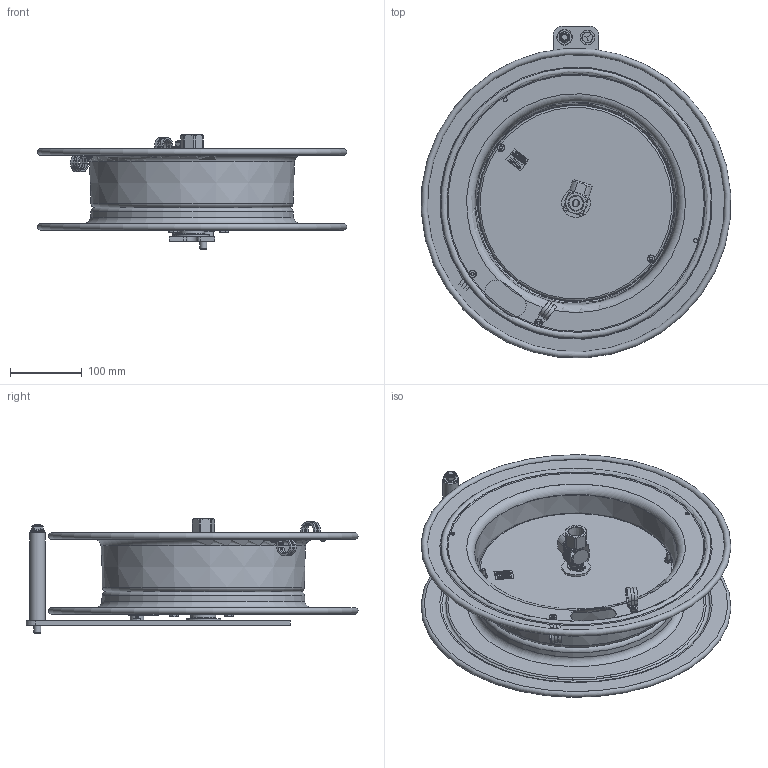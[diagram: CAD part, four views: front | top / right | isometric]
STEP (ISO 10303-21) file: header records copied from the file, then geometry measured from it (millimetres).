
FILE_DESCRIPTION(/* description */ (''),/* implementation_level */ '2;1');
FILE_NAME(/* name */ 'SR17L-L430_SHARED.stp',/* time_stamp */ '2020-04-16T11:17:16-07:00',/* author */ ('NMelton'),/* organization */ (''),/* preprocessor_version */ 'ST-DEVELOPER v17',/* originating_system */ 'Autodesk Inventor 2019',/* authorisation */ '');
FILE_SCHEMA (('AUTOMOTIVE_DESIGN { 1 0 10303 214 3 1 1 }'));
Products named in the file (1): SR17L-L430_SHARED
Bounding box: 430.98 x 462.51 x 159.64 mm (x, y, z)
Surface area: 873494.2 mm2 (no closed solid volume)
Topology: 0 solids, 131 shells, 1601 faces, 7579 edges, 5893 vertices
Faces by surface type: plane 824, cylinder 436, bspline 161, cone 137, torus 37, sphere 6
Full cylindrical faces by diameter (mm): 2.159 x2, 4.826 x6, 5.588 x4, 7.112 x1, 9.525 x1, 10.312 x1, 12.548 x2, 12.7 x1, 12.859 x1, 17.882 x1, 18.034 x1, 19.05 x3, 20.574 x1, 20.625 x2, 21.133 x1, 21.336 x1, 25.362 x1, 34.925 x1, 35.052 x1, 39.624 x1, 48.26 x1
Entity records: 84206 total; most frequent: CARTESIAN_POINT 26151, DIRECTION 10401, ORIENTED_EDGE 10374, EDGE_CURVE 7566, VERTEX_POINT 5893, LINE 4463, VECTOR 4463, AXIS2_PLACEMENT_3D 2969
